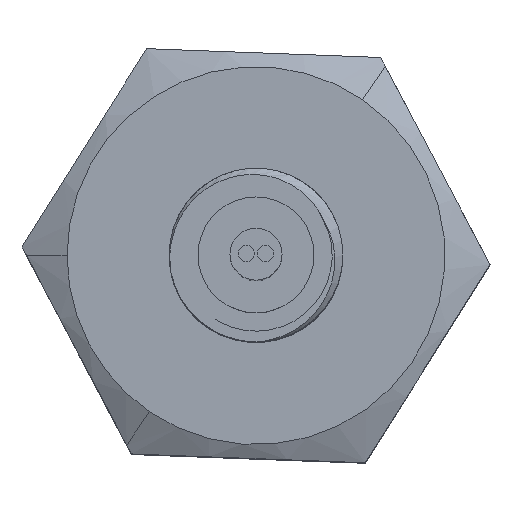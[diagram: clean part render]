
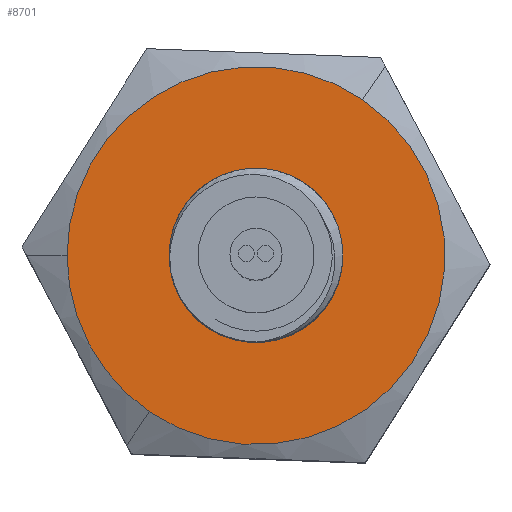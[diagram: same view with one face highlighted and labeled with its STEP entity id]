
A CAD part, top view. The second image highlights one B-rep face of the part: STEP entity #8701.
In plain terms, the highlighted planar face has unit normal (0, 0, 1).
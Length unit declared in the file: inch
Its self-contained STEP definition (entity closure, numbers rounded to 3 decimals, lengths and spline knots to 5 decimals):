
#247 = CARTESIAN_POINT ( 'NONE',  ( 0., 0., 0.39296 ) ) ;
#1115 = ORIENTED_EDGE ( 'NONE', *, *, #6586, .F. ) ;
#1867 = DIRECTION ( 'NONE',  ( 0., 0., -1. ) ) ;
#2077 = DIRECTION ( 'NONE',  ( -1., 0., 0. ) ) ;
#2308 = CARTESIAN_POINT ( 'NONE',  ( -0.07238, -0.10604, 0.39296 ) ) ;
#2682 = EDGE_CURVE ( 'NONE', #6635, #10392, #16709, .T. ) ;
#2921 = DIRECTION ( 'NONE',  ( 0., 0., -1. ) ) ;
#3084 = EDGE_LOOP ( 'NONE', ( #4493, #12252, #14194 ) ) ;
#3200 = DIRECTION ( 'NONE',  ( -1., 0., 0. ) ) ;
#3265 = DIRECTION ( 'NONE',  ( 0., 0., 1. ) ) ;
#3295 = CARTESIAN_POINT ( 'NONE',  ( 0., 0., 0.39296 ) ) ;
#3758 = CARTESIAN_POINT ( 'NONE',  ( 0.03329, 0.04877, 0.39296 ) ) ;
#4103 = CARTESIAN_POINT ( 'NONE',  ( 0., 0., 0.39296 ) ) ;
#4493 = ORIENTED_EDGE ( 'NONE', *, *, #10737, .F. ) ;
#4663 = AXIS2_PLACEMENT_3D ( 'NONE', #17984, #3265, #9098 ) ;
#4851 = CARTESIAN_POINT ( 'NONE',  ( 0., 0., 0.39296 ) ) ;
#4962 = CIRCLE ( 'NONE', #4663, 0.05906 ) ;
#5098 = CARTESIAN_POINT ( 'NONE',  ( 0., 0., 0.39296 ) ) ;
#5781 = DIRECTION ( 'NONE',  ( -1., 0., 0. ) ) ;
#6137 = VERTEX_POINT ( 'NONE', #2308 ) ;
#6172 = DIRECTION ( 'NONE',  ( -1., 0., 0. ) ) ;
#6342 = DIRECTION ( 'NONE',  ( 0., 0., 1. ) ) ;
#6407 = ORIENTED_EDGE ( 'NONE', *, *, #6771, .F. ) ;
#6586 = EDGE_CURVE ( 'NONE', #7396, #6137, #14955, .T. ) ;
#6627 = AXIS2_PLACEMENT_3D ( 'NONE', #4103, #11452, #10028 ) ;
#6635 = VERTEX_POINT ( 'NONE', #17925 ) ;
#6707 = AXIS2_PLACEMENT_3D ( 'NONE', #247, #1867, #6172 ) ;
#6771 = EDGE_CURVE ( 'NONE', #7708, #7396, #16172, .T. ) ;
#7334 = CARTESIAN_POINT ( 'NONE',  ( -0.12839, 0., 0.39296 ) ) ;
#7396 = VERTEX_POINT ( 'NONE', #16336 ) ;
#7412 = AXIS2_PLACEMENT_3D ( 'NONE', #3295, #17535, #3200 ) ;
#7425 = PLANE ( 'NONE',  #9808 ) ;
#7708 = VERTEX_POINT ( 'NONE', #7334 ) ;
#8701 = ADVANCED_FACE ( 'NONE', ( #14404, #13146 ), #7425, .F. ) ;
#9044 = CIRCLE ( 'NONE', #10888, 0.05906 ) ;
#9098 = DIRECTION ( 'NONE',  ( 1., 0., 0. ) ) ;
#9599 = DIRECTION ( 'NONE',  ( 1., 0., 0. ) ) ;
#9808 = AXIS2_PLACEMENT_3D ( 'NONE', #13243, #2921, #5781 ) ;
#10028 = DIRECTION ( 'NONE',  ( 1., 0., 0. ) ) ;
#10392 = VERTEX_POINT ( 'NONE', #3758 ) ;
#10737 = EDGE_CURVE ( 'NONE', #13383, #6635, #4962, .T. ) ;
#10888 = AXIS2_PLACEMENT_3D ( 'NONE', #5098, #6342, #9599 ) ;
#11452 = DIRECTION ( 'NONE',  ( 0., 0., 1. ) ) ;
#11765 = EDGE_LOOP ( 'NONE', ( #17428, #1115, #6407 ) ) ;
#12252 = ORIENTED_EDGE ( 'NONE', *, *, #16410, .F. ) ;
#12501 = AXIS2_PLACEMENT_3D ( 'NONE', #4851, #14984, #2077 ) ;
#13146 = FACE_BOUND ( 'NONE', #3084, .T. ) ;
#13243 = CARTESIAN_POINT ( 'NONE',  ( 0., 0., 0.39296 ) ) ;
#13383 = VERTEX_POINT ( 'NONE', #16972 ) ;
#13653 = EDGE_CURVE ( 'NONE', #6137, #7708, #16870, .T. ) ;
#14194 = ORIENTED_EDGE ( 'NONE', *, *, #2682, .F. ) ;
#14404 = FACE_OUTER_BOUND ( 'NONE', #11765, .T. ) ;
#14955 = CIRCLE ( 'NONE', #6707, 0.12839 ) ;
#14984 = DIRECTION ( 'NONE',  ( 0., 0., -1. ) ) ;
#16172 = CIRCLE ( 'NONE', #12501, 0.12839 ) ;
#16336 = CARTESIAN_POINT ( 'NONE',  ( 0.07238, 0.10604, 0.39296 ) ) ;
#16410 = EDGE_CURVE ( 'NONE', #10392, #13383, #9044, .T. ) ;
#16709 = CIRCLE ( 'NONE', #6627, 0.05906 ) ;
#16870 = CIRCLE ( 'NONE', #7412, 0.12839 ) ;
#16972 = CARTESIAN_POINT ( 'NONE',  ( -0.03329, -0.04877, 0.39296 ) ) ;
#17428 = ORIENTED_EDGE ( 'NONE', *, *, #13653, .F. ) ;
#17535 = DIRECTION ( 'NONE',  ( 0., 0., -1. ) ) ;
#17925 = CARTESIAN_POINT ( 'NONE',  ( 0.05906, 0., 0.39296 ) ) ;
#17984 = CARTESIAN_POINT ( 'NONE',  ( 0., 0., 0.39296 ) ) ;
